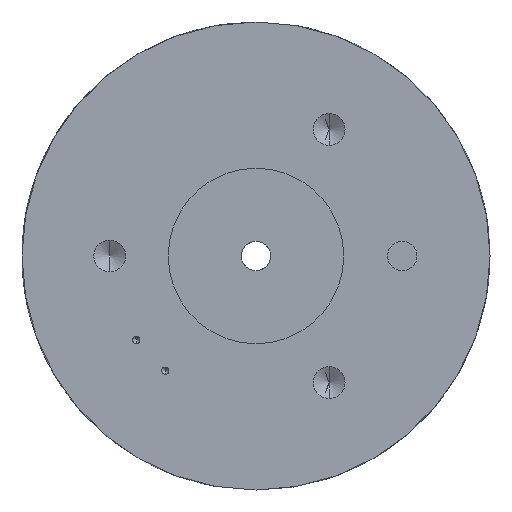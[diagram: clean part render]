
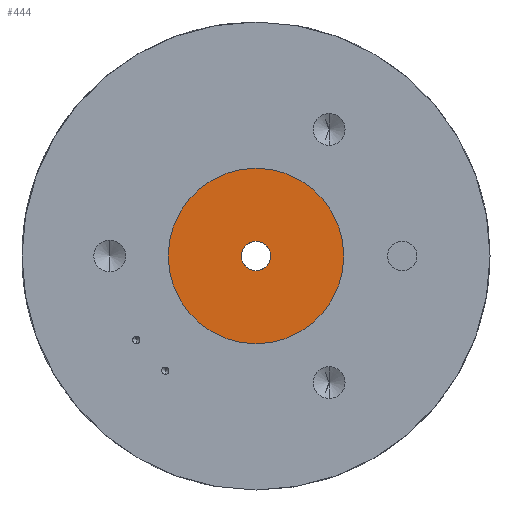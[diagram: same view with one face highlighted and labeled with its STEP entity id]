
A CAD part, front view. The second image highlights one B-rep face of the part: STEP entity #444.
In plain terms, the highlighted planar face has unit normal (0, -1, 0).
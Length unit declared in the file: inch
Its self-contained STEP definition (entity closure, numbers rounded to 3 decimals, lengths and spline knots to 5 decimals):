
#173 = CIRCLE ( 'NONE', #1033, 0.375 ) ;
#253 = DIRECTION ( 'NONE',  ( 0., 0., 1. ) ) ;
#270 = CARTESIAN_POINT ( 'NONE',  ( -0.03406, -1.21686, 0.21509 ) ) ;
#355 = AXIS2_PLACEMENT_3D ( 'NONE', #3804, #8816, #4512 ) ;
#444 = ADVANCED_FACE ( 'NONE', ( #8275, #1381 ), #7881, .F. ) ;
#700 = CIRCLE ( 'NONE', #3884, 0.06275 ) ;
#760 = CARTESIAN_POINT ( 'NONE',  ( -0.03406, -1.21686, -0.09716 ) ) ;
#798 = EDGE_CURVE ( 'NONE', #8688, #2100, #700, .T. ) ;
#881 = CIRCLE ( 'NONE', #355, 0.06275 ) ;
#1033 = AXIS2_PLACEMENT_3D ( 'NONE', #8830, #4529, #253 ) ;
#1381 = FACE_OUTER_BOUND ( 'NONE', #7124, .T. ) ;
#1456 = VERTEX_POINT ( 'NONE', #6128 ) ;
#1681 = EDGE_CURVE ( 'NONE', #2100, #8688, #881, .T. ) ;
#2100 = VERTEX_POINT ( 'NONE', #7398 ) ;
#2455 = AXIS2_PLACEMENT_3D ( 'NONE', #7720, #3603, #8614 ) ;
#3137 = ORIENTED_EDGE ( 'NONE', *, *, #798, .F. ) ;
#3340 = CARTESIAN_POINT ( 'NONE',  ( -0.03406, -1.21686, -0.15991 ) ) ;
#3603 = DIRECTION ( 'NONE',  ( 0., 1., 0. ) ) ;
#3638 = EDGE_CURVE ( 'NONE', #6024, #1456, #4437, .T. ) ;
#3752 = CARTESIAN_POINT ( 'NONE',  ( -0.03406, -1.21686, -0.15991 ) ) ;
#3804 = CARTESIAN_POINT ( 'NONE',  ( -0.03406, -1.21686, -0.15991 ) ) ;
#3884 = AXIS2_PLACEMENT_3D ( 'NONE', #3752, #8763, #4464 ) ;
#3944 = ORIENTED_EDGE ( 'NONE', *, *, #3638, .F. ) ;
#3962 = AXIS2_PLACEMENT_3D ( 'NONE', #3340, #8347, #4057 ) ;
#4057 = DIRECTION ( 'NONE',  ( 0., 0., 1. ) ) ;
#4149 = EDGE_LOOP ( 'NONE', ( #4720, #3137 ) ) ;
#4437 = CIRCLE ( 'NONE', #3962, 0.375 ) ;
#4464 = DIRECTION ( 'NONE',  ( 0., 0., -1. ) ) ;
#4512 = DIRECTION ( 'NONE',  ( 0., 0., -1. ) ) ;
#4529 = DIRECTION ( 'NONE',  ( 0., 1., 0. ) ) ;
#4720 = ORIENTED_EDGE ( 'NONE', *, *, #1681, .F. ) ;
#6024 = VERTEX_POINT ( 'NONE', #270 ) ;
#6128 = CARTESIAN_POINT ( 'NONE',  ( -0.03406, -1.21686, -0.53491 ) ) ;
#6490 = EDGE_CURVE ( 'NONE', #1456, #6024, #173, .T. ) ;
#7124 = EDGE_LOOP ( 'NONE', ( #8002, #3944 ) ) ;
#7398 = CARTESIAN_POINT ( 'NONE',  ( -0.03406, -1.21686, -0.22266 ) ) ;
#7720 = CARTESIAN_POINT ( 'NONE',  ( -0.03406, -1.21686, -0.15991 ) ) ;
#7881 = PLANE ( 'NONE',  #2455 ) ;
#8002 = ORIENTED_EDGE ( 'NONE', *, *, #6490, .F. ) ;
#8275 = FACE_BOUND ( 'NONE', #4149, .T. ) ;
#8347 = DIRECTION ( 'NONE',  ( 0., 1., 0. ) ) ;
#8614 = DIRECTION ( 'NONE',  ( 0., 0., 1. ) ) ;
#8688 = VERTEX_POINT ( 'NONE', #760 ) ;
#8763 = DIRECTION ( 'NONE',  ( 0., -1., 0. ) ) ;
#8816 = DIRECTION ( 'NONE',  ( 0., -1., 0. ) ) ;
#8830 = CARTESIAN_POINT ( 'NONE',  ( -0.03406, -1.21686, -0.15991 ) ) ;
